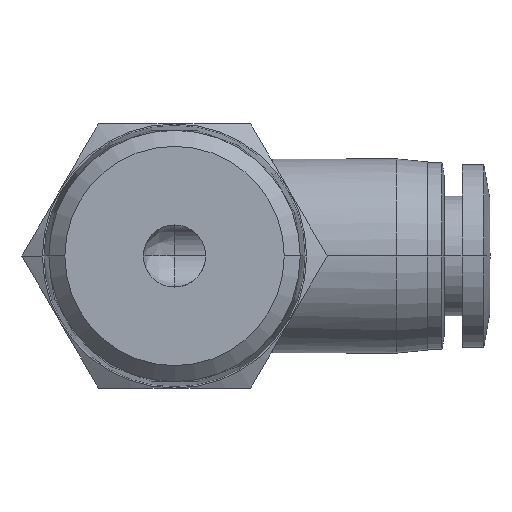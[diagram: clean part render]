
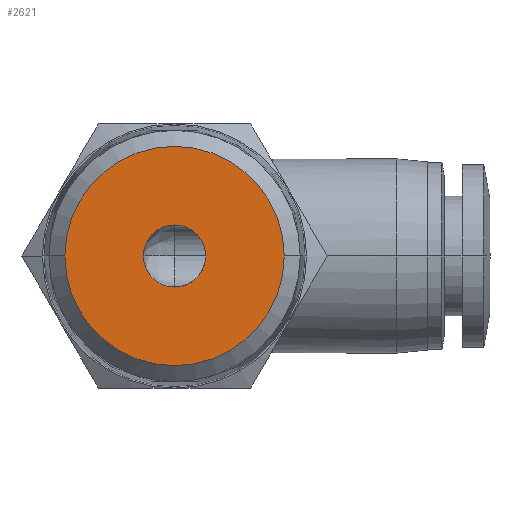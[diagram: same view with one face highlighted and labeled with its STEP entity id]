
A CAD part, front view. The second image highlights one B-rep face of the part: STEP entity #2621.
In plain terms, the highlighted planar face has unit normal (0, -1, 0).
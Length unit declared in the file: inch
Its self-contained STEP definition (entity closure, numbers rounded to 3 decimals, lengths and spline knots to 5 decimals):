
#72 = CARTESIAN_POINT ( 'NONE',  ( -0.07874, -0.66929, 0. ) ) ;
#189 = CIRCLE ( 'NONE', #1748, 0.2778 ) ;
#258 = DIRECTION ( 'NONE',  ( 0., -1., 0. ) ) ;
#280 = CARTESIAN_POINT ( 'NONE',  ( 0., -0.66929, 0. ) ) ;
#303 = CIRCLE ( 'NONE', #2724, 0.07874 ) ;
#401 = CIRCLE ( 'NONE', #2671, 0.07874 ) ;
#491 = CARTESIAN_POINT ( 'NONE',  ( 0., -0.66929, 0. ) ) ;
#505 = PLANE ( 'NONE',  #663 ) ;
#541 = DIRECTION ( 'NONE',  ( -1., 0., 0. ) ) ;
#623 = CARTESIAN_POINT ( 'NONE',  ( 0., -0.66929, 0. ) ) ;
#655 = ORIENTED_EDGE ( 'NONE', *, *, #2295, .T. ) ;
#663 = AXIS2_PLACEMENT_3D ( 'NONE', #1868, #258, #2132 ) ;
#728 = VERTEX_POINT ( 'NONE', #72 ) ;
#759 = DIRECTION ( 'NONE',  ( -1., 0., 0. ) ) ;
#899 = DIRECTION ( 'NONE',  ( -1., 0., 0. ) ) ;
#1115 = VERTEX_POINT ( 'NONE', #2131 ) ;
#1251 = VERTEX_POINT ( 'NONE', #2615 ) ;
#1318 = CIRCLE ( 'NONE', #2290, 0.2778 ) ;
#1371 = CARTESIAN_POINT ( 'NONE',  ( 0., -0.66929, 0. ) ) ;
#1396 = EDGE_LOOP ( 'NONE', ( #1514, #655 ) ) ;
#1514 = ORIENTED_EDGE ( 'NONE', *, *, #2590, .T. ) ;
#1646 = DIRECTION ( 'NONE',  ( -1., 0., 0. ) ) ;
#1748 = AXIS2_PLACEMENT_3D ( 'NONE', #280, #2159, #541 ) ;
#1799 = VERTEX_POINT ( 'NONE', #2492 ) ;
#1813 = EDGE_LOOP ( 'NONE', ( #2522, #1991 ) ) ;
#1868 = CARTESIAN_POINT ( 'NONE',  ( -0.1389, -0.66929, 0. ) ) ;
#1991 = ORIENTED_EDGE ( 'NONE', *, *, #1995, .F. ) ;
#1995 = EDGE_CURVE ( 'NONE', #1799, #1251, #1318, .T. ) ;
#2028 = FACE_BOUND ( 'NONE', #1396, .T. ) ;
#2131 = CARTESIAN_POINT ( 'NONE',  ( 0.07874, -0.66929, 0. ) ) ;
#2132 = DIRECTION ( 'NONE',  ( 1., 0., 0. ) ) ;
#2159 = DIRECTION ( 'NONE',  ( 0., 1., 0. ) ) ;
#2290 = AXIS2_PLACEMENT_3D ( 'NONE', #623, #2508, #899 ) ;
#2295 = EDGE_CURVE ( 'NONE', #1115, #728, #401, .T. ) ;
#2374 = DIRECTION ( 'NONE',  ( 0., 1., 0. ) ) ;
#2492 = CARTESIAN_POINT ( 'NONE',  ( 0.2778, -0.66929, 0. ) ) ;
#2508 = DIRECTION ( 'NONE',  ( 0., 1., 0. ) ) ;
#2522 = ORIENTED_EDGE ( 'NONE', *, *, #2653, .F. ) ;
#2590 = EDGE_CURVE ( 'NONE', #728, #1115, #303, .T. ) ;
#2615 = CARTESIAN_POINT ( 'NONE',  ( -0.2778, -0.66929, 0. ) ) ;
#2621 = ADVANCED_FACE ( 'NONE', ( #2028, #2655 ), #505, .T. ) ;
#2653 = EDGE_CURVE ( 'NONE', #1251, #1799, #189, .T. ) ;
#2655 = FACE_OUTER_BOUND ( 'NONE', #1813, .T. ) ;
#2671 = AXIS2_PLACEMENT_3D ( 'NONE', #1371, #3235, #1646 ) ;
#2724 = AXIS2_PLACEMENT_3D ( 'NONE', #491, #2374, #759 ) ;
#3235 = DIRECTION ( 'NONE',  ( 0., 1., 0. ) ) ;
